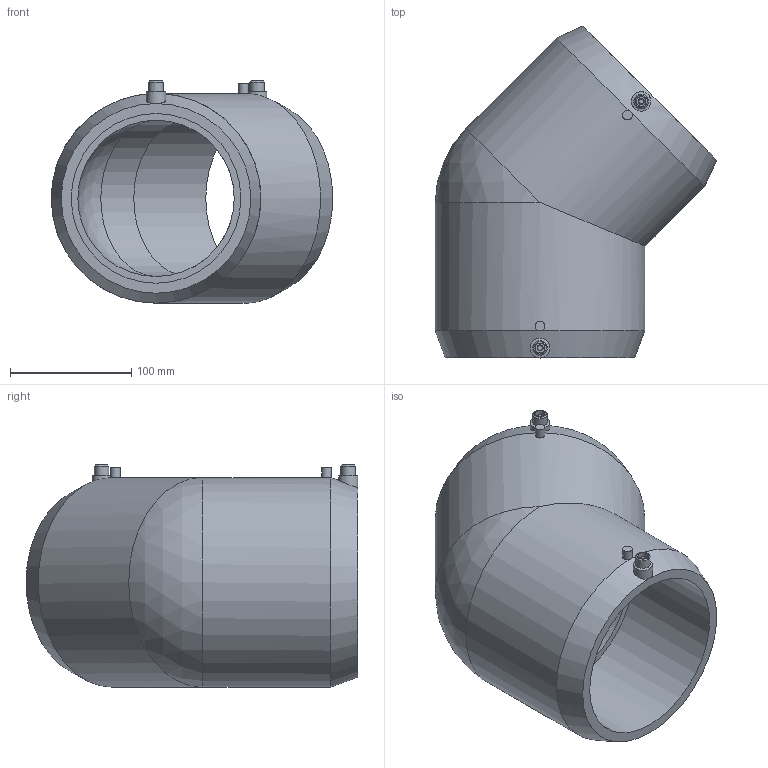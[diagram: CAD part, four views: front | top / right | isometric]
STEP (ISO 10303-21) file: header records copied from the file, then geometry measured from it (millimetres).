
FILE_DESCRIPTION(/* description */ ('PE100 Electro 45° Elbow, Ø140, SDR17/SDR11'),/* implementation_level */ '2;1');
FILE_NAME(/* name */ 'HELE-RC-140',/* time_stamp */ '2021-10-26T10:04:50+02:00',/* author */ ('COAB Solutions'),/* organization */ ('GPA Flowsystem'),/* preprocessor_version */ '',/* originating_system */ 'www.coabsolutions.com',/* authorisation */ '');
FILE_SCHEMA (('AUTOMOTIVE_DESIGN { 1 0 10303 214 3 1 1 }'));
Length unit declared in the file: millimetre
Products named in the file (1): 70170014011(architecture400) PE 100-RC black
Bounding box: 232.34 x 273.84 x 183.5 mm (x, y, z)
Volume: 2152510.2 mm3; surface area: 263504.6 mm2
Topology: 2 solids, 2 shells, 39 faces, 80 edges, 49 vertices
Faces by surface type: cylinder 16, plane 12, cone 9, sphere 2
Full cylindrical faces by diameter (mm): 5 x2, 8 x4, 12 x2, 16 x2, 129 x2, 140 x2, 173 x2
Entity records: 1163 total; most frequent: CARTESIAN_POINT 312, DIRECTION 186, ORIENTED_EDGE 152, AXIS2_PLACEMENT_3D 81, EDGE_CURVE 76, EDGE_LOOP 47, VERTEX_POINT 47, FACE_OUTER_BOUND 38
